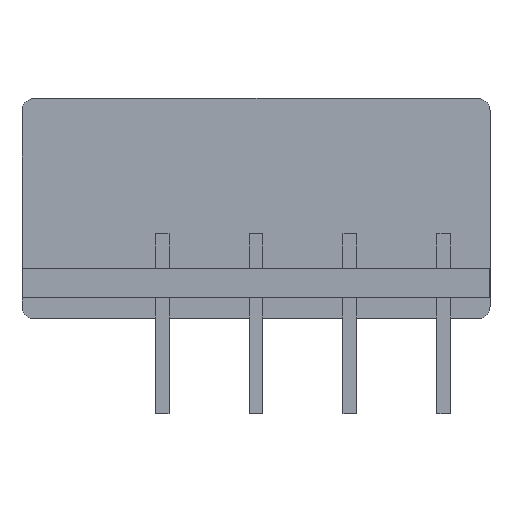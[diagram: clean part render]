
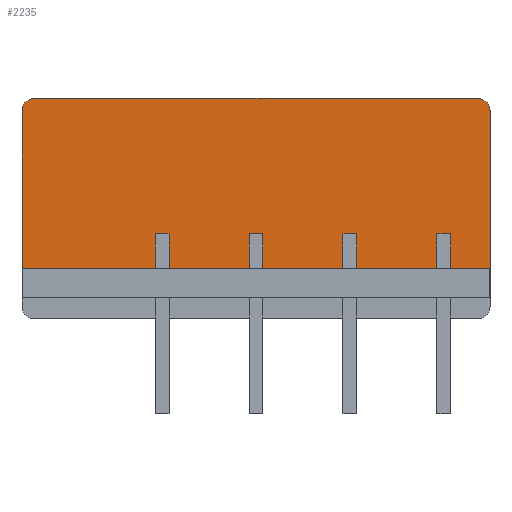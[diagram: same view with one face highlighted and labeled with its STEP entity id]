
A CAD part, left-side view. The second image highlights one B-rep face of the part: STEP entity #2235.
In plain terms, the highlighted planar face has unit normal (-1, 0, 0).
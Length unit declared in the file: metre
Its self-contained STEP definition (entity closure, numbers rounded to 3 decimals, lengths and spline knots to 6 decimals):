
#48=CIRCLE('',#3062,0.000508);
#49=CIRCLE('',#3063,0.000508);
#240=ORIENTED_EDGE('',*,*,#799,.F.);
#241=ORIENTED_EDGE('',*,*,#800,.T.);
#242=ORIENTED_EDGE('',*,*,#801,.F.);
#243=ORIENTED_EDGE('',*,*,#802,.T.);
#244=ORIENTED_EDGE('',*,*,#797,.T.);
#245=ORIENTED_EDGE('',*,*,#658,.T.);
#658=EDGE_CURVE('',#958,#959,#1158,.T.);
#797=EDGE_CURVE('',#1082,#958,#1279,.T.);
#799=EDGE_CURVE('',#1083,#959,#1281,.T.);
#800=EDGE_CURVE('',#1083,#1084,#48,.F.);
#801=EDGE_CURVE('',#1085,#1084,#1282,.T.);
#802=EDGE_CURVE('',#1085,#1082,#49,.F.);
#958=VERTEX_POINT('',#3745);
#959=VERTEX_POINT('',#3746);
#1082=VERTEX_POINT('',#4026);
#1083=VERTEX_POINT('',#4030);
#1084=VERTEX_POINT('',#4032);
#1085=VERTEX_POINT('',#4034);
#1158=LINE('',#3744,#1438);
#1279=LINE('',#4025,#1559);
#1281=LINE('',#4029,#1561);
#1282=LINE('',#4033,#1562);
#1438=VECTOR('',#3176,1.);
#1559=VECTOR('',#3369,1.);
#1561=VECTOR('',#3373,1.);
#1562=VECTOR('',#3376,1.);
#1751=EDGE_LOOP('',(#240,#241,#242,#243,#244,#245));
#1893=FACE_BOUND('',#1751,.T.);
#2009=PLANE('',#3061);
#2235=ADVANCED_FACE('',(#1893),#2009,.F.);
#3061=AXIS2_PLACEMENT_3D('',#4028,#3371,#3372);
#3062=AXIS2_PLACEMENT_3D('',#4031,#3374,#3375);
#3063=AXIS2_PLACEMENT_3D('',#4035,#3377,#3378);
#3176=DIRECTION('',(0.,-1.,0.));
#3369=DIRECTION('',(0.,0.,-1.));
#3371=DIRECTION('',(1.,0.,0.));
#3372=DIRECTION('',(0.,0.,-1.));
#3373=DIRECTION('',(0.,0.,-1.));
#3374=DIRECTION('',(1.,0.,0.));
#3375=DIRECTION('',(0.,0.,-1.));
#3376=DIRECTION('',(0.,-1.,0.));
#3377=DIRECTION('',(1.,0.,0.));
#3378=DIRECTION('',(0.,0.,-1.));
#3744=CARTESIAN_POINT('',(-0.011125,0.,0.00205));
#3745=CARTESIAN_POINT('',(-0.011125,0.0095,0.00205));
#3746=CARTESIAN_POINT('',(-0.011125,-0.0095,0.00205));
#4025=CARTESIAN_POINT('',(-0.011125,0.0095,0.00895));
#4026=CARTESIAN_POINT('',(-0.011125,0.0095,0.008442));
#4028=CARTESIAN_POINT('',(-0.011125,0.,0.00895));
#4029=CARTESIAN_POINT('',(-0.011125,-0.0095,0.00895));
#4030=CARTESIAN_POINT('',(-0.011125,-0.0095,0.008442));
#4031=CARTESIAN_POINT('',(-0.011125,-0.008992,0.008442));
#4032=CARTESIAN_POINT('',(-0.011125,-0.008992,0.00895));
#4033=CARTESIAN_POINT('',(-0.011125,0.,0.00895));
#4034=CARTESIAN_POINT('',(-0.011125,0.008992,0.00895));
#4035=CARTESIAN_POINT('',(-0.011125,0.008992,0.008442));
